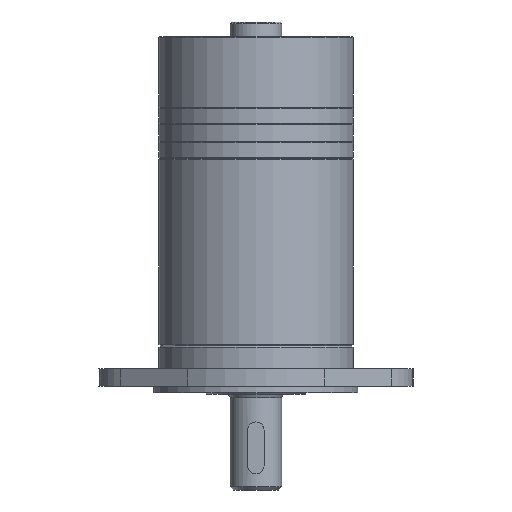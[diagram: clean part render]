
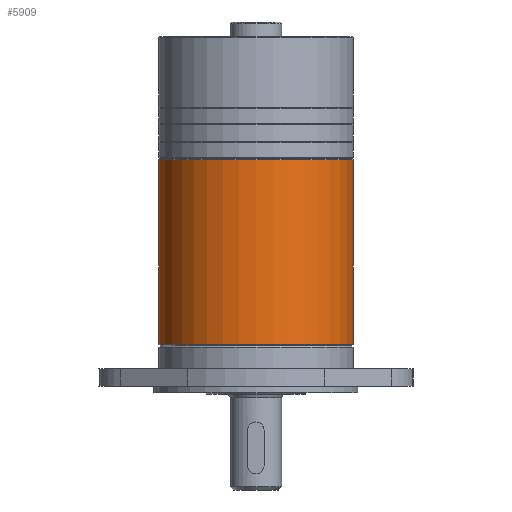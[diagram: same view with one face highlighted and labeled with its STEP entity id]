
A CAD part, front view. The second image highlights one B-rep face of the part: STEP entity #5909.
In plain terms, the highlighted cylindrical face has radius 30 mm (diameter 60 mm), a partial arc.
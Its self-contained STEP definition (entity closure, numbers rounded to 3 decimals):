
#840 = CARTESIAN_POINT ( 'NONE',  ( 30., 0., 67.5 ) ) ;
#1049 = CARTESIAN_POINT ( 'NONE',  ( -30., 0., 10.5 ) ) ;
#1139 = CARTESIAN_POINT ( 'NONE',  ( 30., 0., 10.5 ) ) ;
#1172 = CARTESIAN_POINT ( 'NONE',  ( -30., 0., 67.5 ) ) ;
#1184 = DIRECTION ( 'NONE',  ( 0., 0., -1. ) ) ;
#1185 = VECTOR ( 'NONE', #1184, 1000. ) ;
#1186 = CARTESIAN_POINT ( 'NONE',  ( -30., 0., 68. ) ) ;
#1187 = LINE ( 'NONE', #1186, #1185 ) ;
#1188 = DIRECTION ( 'NONE',  ( 0., 0., -1. ) ) ;
#1189 = VECTOR ( 'NONE', #1188, 1000. ) ;
#1190 = CARTESIAN_POINT ( 'NONE',  ( 30., 0., 68. ) ) ;
#1195 = LINE ( 'NONE', #1190, #1189 ) ;
#1501 = FACE_OUTER_BOUND ( 'NONE', #5910, .T. ) ;
#1544 = DIRECTION ( 'NONE',  ( 1., 0., 0. ) ) ;
#1545 = DIRECTION ( 'NONE',  ( 0., 0., 1. ) ) ;
#1546 = CARTESIAN_POINT ( 'NONE',  ( 0., 0., 10.5 ) ) ;
#1547 = AXIS2_PLACEMENT_3D ( 'NONE', #1546, #1545, #1544 ) ;
#1548 = CIRCLE ( 'NONE', #1547, 30. ) ;
#1549 = DIRECTION ( 'NONE',  ( 1., 0., 0. ) ) ;
#1550 = DIRECTION ( 'NONE',  ( 0., 0., -1. ) ) ;
#1551 = AXIS2_PLACEMENT_3D ( 'NONE', #1557, #1550, #1549 ) ;
#1552 = CIRCLE ( 'NONE', #1551, 30. ) ;
#1553 = DIRECTION ( 'NONE',  ( -1., 0., 0. ) ) ;
#1554 = DIRECTION ( 'NONE',  ( 0., 0., -1. ) ) ;
#1555 = AXIS2_PLACEMENT_3D ( 'NONE', #1558, #1554, #1553 ) ;
#1556 = CYLINDRICAL_SURFACE ( 'NONE', #1555, 30. ) ;
#1557 = CARTESIAN_POINT ( 'NONE',  ( 0., 0., 67.5 ) ) ;
#1558 = CARTESIAN_POINT ( 'NONE',  ( 0., 0., 68. ) ) ;
#5616 = VERTEX_POINT ( 'NONE', #840 ) ;
#5746 = VERTEX_POINT ( 'NONE', #1049 ) ;
#5801 = VERTEX_POINT ( 'NONE', #1139 ) ;
#5808 = EDGE_CURVE ( 'NONE', #5616, #5801, #1195, .T. ) ;
#5811 = EDGE_CURVE ( 'NONE', #5816, #5746, #1187, .T. ) ;
#5816 = VERTEX_POINT ( 'NONE', #1172 ) ;
#5909 = ADVANCED_FACE ( 'NONE', ( #1501 ), #1556, .T. ) ;
#5910 = EDGE_LOOP ( 'NONE', ( #5911, #5912, #5914, #5915 ) ) ;
#5911 = ORIENTED_EDGE ( 'NONE', *, *, #5808, .F. ) ;
#5912 = ORIENTED_EDGE ( 'NONE', *, *, #5913, .T. ) ;
#5913 = EDGE_CURVE ( 'NONE', #5616, #5816, #1552, .T. ) ;
#5914 = ORIENTED_EDGE ( 'NONE', *, *, #5811, .T. ) ;
#5915 = ORIENTED_EDGE ( 'NONE', *, *, #5916, .T. ) ;
#5916 = EDGE_CURVE ( 'NONE', #5746, #5801, #1548, .T. ) ;
